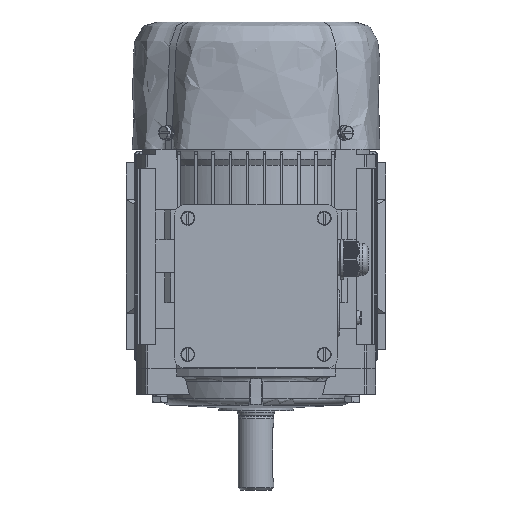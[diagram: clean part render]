
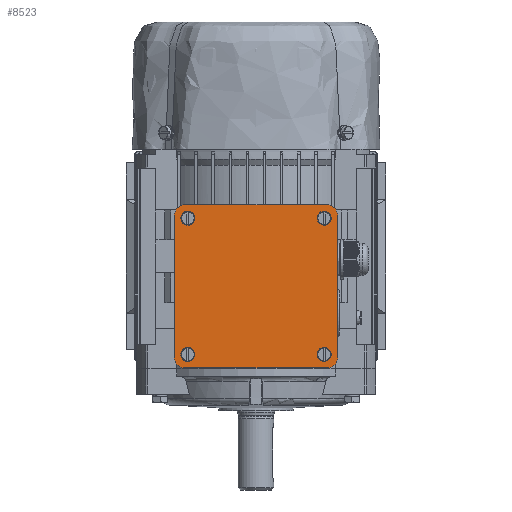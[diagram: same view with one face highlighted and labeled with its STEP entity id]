
A CAD part, front view. The second image highlights one B-rep face of the part: STEP entity #8523.
In plain terms, the highlighted planar face has unit normal (0, -1, 0).
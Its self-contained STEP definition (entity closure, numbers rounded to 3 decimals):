
#8523=ADVANCED_FACE('',(#22984,#22985,#22986,#22987,#22988),#11025,.T.);
#11025=PLANE('',#65002);
#15241=LINE('',#104928,#20448);
#15242=LINE('',#104932,#20449);
#15243=LINE('',#104936,#20450);
#15244=LINE('',#104940,#20451);
#20448=VECTOR('',#77576,1.);
#20449=VECTOR('',#77579,1.);
#20450=VECTOR('',#77582,1.);
#20451=VECTOR('',#77585,1.);
#22984=FACE_BOUND('',#26244,.T.);
#22985=FACE_BOUND('',#26245,.T.);
#22986=FACE_BOUND('',#26246,.T.);
#22987=FACE_BOUND('',#26247,.T.);
#22988=FACE_BOUND('',#26248,.T.);
#26244=EDGE_LOOP('',(#39640));
#26245=EDGE_LOOP('',(#39641));
#26246=EDGE_LOOP('',(#39642,#39643,#39644,#39645,#39646,#39647,#39648,#39649));
#26247=EDGE_LOOP('',(#39650));
#26248=EDGE_LOOP('',(#39651));
#39640=ORIENTED_EDGE('',*,*,#56755,.T.);
#39641=ORIENTED_EDGE('',*,*,#56756,.F.);
#39642=ORIENTED_EDGE('',*,*,#56757,.F.);
#39643=ORIENTED_EDGE('',*,*,#56758,.F.);
#39644=ORIENTED_EDGE('',*,*,#56759,.F.);
#39645=ORIENTED_EDGE('',*,*,#56760,.F.);
#39646=ORIENTED_EDGE('',*,*,#56761,.F.);
#39647=ORIENTED_EDGE('',*,*,#56762,.F.);
#39648=ORIENTED_EDGE('',*,*,#56763,.F.);
#39649=ORIENTED_EDGE('',*,*,#56764,.F.);
#39650=ORIENTED_EDGE('',*,*,#56765,.T.);
#39651=ORIENTED_EDGE('',*,*,#56766,.T.);
#48986=VERTEX_POINT('',#104922);
#48987=VERTEX_POINT('',#104924);
#48988=VERTEX_POINT('',#104926);
#48989=VERTEX_POINT('',#104927);
#48990=VERTEX_POINT('',#104929);
#48991=VERTEX_POINT('',#104931);
#48992=VERTEX_POINT('',#104933);
#48993=VERTEX_POINT('',#104935);
#48994=VERTEX_POINT('',#104937);
#48995=VERTEX_POINT('',#104939);
#48996=VERTEX_POINT('',#104942);
#48997=VERTEX_POINT('',#104944);
#56755=EDGE_CURVE('',#48986,#48986,#60735,.T.);
#56756=EDGE_CURVE('',#48987,#48987,#60736,.T.);
#56757=EDGE_CURVE('',#48988,#48989,#60737,.T.);
#56758=EDGE_CURVE('',#48990,#48988,#15241,.T.);
#56759=EDGE_CURVE('',#48991,#48990,#60738,.T.);
#56760=EDGE_CURVE('',#48992,#48991,#15242,.T.);
#56761=EDGE_CURVE('',#48993,#48992,#60739,.T.);
#56762=EDGE_CURVE('',#48994,#48993,#15243,.T.);
#56763=EDGE_CURVE('',#48995,#48994,#60740,.T.);
#56764=EDGE_CURVE('',#48989,#48995,#15244,.T.);
#56765=EDGE_CURVE('',#48996,#48996,#60741,.T.);
#56766=EDGE_CURVE('',#48997,#48997,#60742,.T.);
#60735=CIRCLE('',#64994,2.9);
#60736=CIRCLE('',#64995,2.9);
#60737=CIRCLE('',#64996,7.);
#60738=CIRCLE('',#64997,7.);
#60739=CIRCLE('',#64998,7.);
#60740=CIRCLE('',#64999,7.);
#60741=CIRCLE('',#65000,2.9);
#60742=CIRCLE('',#65001,2.9);
#64994=AXIS2_PLACEMENT_3D('',#104921,#77570,#77571);
#64995=AXIS2_PLACEMENT_3D('',#104923,#77572,#77573);
#64996=AXIS2_PLACEMENT_3D('',#104925,#77574,#77575);
#64997=AXIS2_PLACEMENT_3D('',#104930,#77577,#77578);
#64998=AXIS2_PLACEMENT_3D('',#104934,#77580,#77581);
#64999=AXIS2_PLACEMENT_3D('',#104938,#77583,#77584);
#65000=AXIS2_PLACEMENT_3D('',#104941,#77586,#77587);
#65001=AXIS2_PLACEMENT_3D('',#104943,#77588,#77589);
#65002=AXIS2_PLACEMENT_3D('',#104945,#77590,#77591);
#77570=DIRECTION('',(0.,1.,0.));
#77571=DIRECTION('',(-1.,0.,0.));
#77572=DIRECTION('',(0.,-1.,0.));
#77573=DIRECTION('',(-1.,0.,0.));
#77574=DIRECTION('',(0.,1.,0.));
#77575=DIRECTION('',(-1.,0.,0.));
#77576=DIRECTION('',(0.,0.,1.));
#77577=DIRECTION('',(0.,1.,0.));
#77578=DIRECTION('',(-1.,0.,0.));
#77579=DIRECTION('',(-1.,0.,0.));
#77580=DIRECTION('',(0.,1.,0.));
#77581=DIRECTION('',(-1.,0.,0.));
#77582=DIRECTION('',(0.,0.,-1.));
#77583=DIRECTION('',(0.,1.,0.));
#77584=DIRECTION('',(-1.,0.,0.));
#77585=DIRECTION('',(1.,0.,0.));
#77586=DIRECTION('',(0.,1.,0.));
#77587=DIRECTION('',(-1.,0.,0.));
#77588=DIRECTION('',(0.,1.,0.));
#77589=DIRECTION('',(-1.,0.,0.));
#77590=DIRECTION('',(0.,-1.,0.));
#77591=DIRECTION('',(-1.,0.,0.));
#104921=CARTESIAN_POINT('',(-45.5,-137.5,100.5));
#104922=CARTESIAN_POINT('',(-48.4,-137.5,100.5));
#104923=CARTESIAN_POINT('',(-45.5,-137.5,9.5));
#104924=CARTESIAN_POINT('',(-48.4,-137.5,9.5));
#104925=CARTESIAN_POINT('',(-47.5,-137.5,102.5));
#104926=CARTESIAN_POINT('',(-54.5,-137.5,102.5));
#104927=CARTESIAN_POINT('',(-47.5,-137.5,109.5));
#104928=CARTESIAN_POINT('',(-54.5,-137.5,55.));
#104929=CARTESIAN_POINT('',(-54.5,-137.5,7.5));
#104930=CARTESIAN_POINT('',(-47.5,-137.5,7.5));
#104931=CARTESIAN_POINT('',(-47.5,-137.5,0.5));
#104932=CARTESIAN_POINT('',(0.,-137.5,0.5));
#104933=CARTESIAN_POINT('',(47.5,-137.5,0.5));
#104934=CARTESIAN_POINT('',(47.5,-137.5,7.5));
#104935=CARTESIAN_POINT('',(54.5,-137.5,7.5));
#104936=CARTESIAN_POINT('',(54.5,-137.5,55.));
#104937=CARTESIAN_POINT('',(54.5,-137.5,102.5));
#104938=CARTESIAN_POINT('',(47.5,-137.5,102.5));
#104939=CARTESIAN_POINT('',(47.5,-137.5,109.5));
#104940=CARTESIAN_POINT('',(0.,-137.5,109.5));
#104941=CARTESIAN_POINT('',(45.5,-137.5,100.5));
#104942=CARTESIAN_POINT('',(42.6,-137.5,100.5));
#104943=CARTESIAN_POINT('',(45.5,-137.5,9.5));
#104944=CARTESIAN_POINT('',(42.6,-137.5,9.5));
#104945=CARTESIAN_POINT('',(0.,-137.5,55.));
